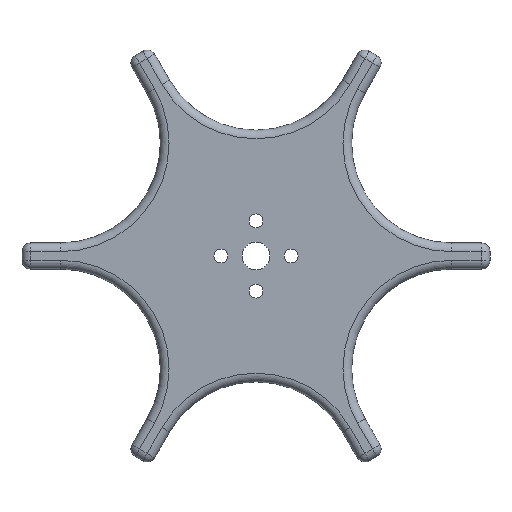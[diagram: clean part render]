
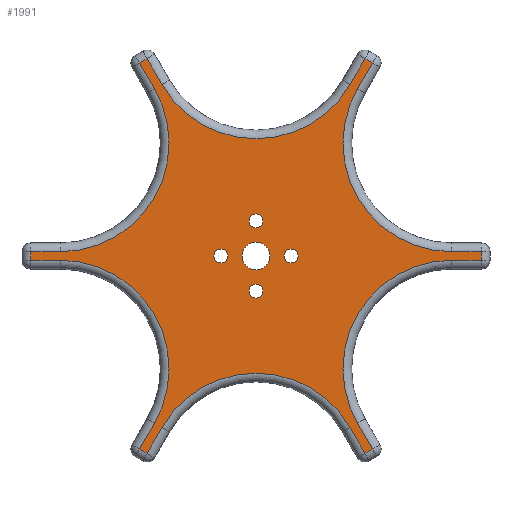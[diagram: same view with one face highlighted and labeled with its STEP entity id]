
A CAD part, front view. The second image highlights one B-rep face of the part: STEP entity #1991.
In plain terms, the highlighted planar face has unit normal (0, -1, 0).
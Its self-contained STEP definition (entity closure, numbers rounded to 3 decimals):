
#15=FACE_BOUND('',#287,.T.);
#16=FACE_BOUND('',#288,.T.);
#17=FACE_BOUND('',#289,.T.);
#18=FACE_BOUND('',#290,.T.);
#19=FACE_BOUND('',#291,.T.);
#46=PLANE('',#2216);
#165=FACE_OUTER_BOUND('',#286,.T.);
#286=EDGE_LOOP('',(#1524,#1525,#1526,#1527,#1528,#1529,#1530,#1531,#1532,
#1533,#1534,#1535,#1536,#1537,#1538,#1539,#1540,#1541,#1542,#1543,#1544,
#1545,#1546,#1547));
#287=EDGE_LOOP('',(#1548));
#288=EDGE_LOOP('',(#1549));
#289=EDGE_LOOP('',(#1550));
#290=EDGE_LOOP('',(#1551));
#291=EDGE_LOOP('',(#1552));
#363=LINE('',#2961,#536);
#365=LINE('',#2969,#538);
#368=LINE('',#2984,#541);
#369=LINE('',#2991,#542);
#371=LINE('',#3001,#544);
#374=LINE('',#3016,#547);
#375=LINE('',#3023,#548);
#377=LINE('',#3033,#550);
#380=LINE('',#3048,#553);
#381=LINE('',#3055,#554);
#383=LINE('',#3065,#556);
#386=LINE('',#3080,#559);
#387=LINE('',#3087,#560);
#389=LINE('',#3097,#562);
#392=LINE('',#3112,#565);
#393=LINE('',#3119,#566);
#395=LINE('',#3129,#568);
#398=LINE('',#3143,#571);
#536=VECTOR('',#2320,10.);
#538=VECTOR('',#2328,10.);
#541=VECTOR('',#2345,10.);
#542=VECTOR('',#2354,10.);
#544=VECTOR('',#2366,10.);
#547=VECTOR('',#2383,10.);
#548=VECTOR('',#2392,10.);
#550=VECTOR('',#2404,10.);
#553=VECTOR('',#2421,10.);
#554=VECTOR('',#2430,10.);
#556=VECTOR('',#2442,10.);
#559=VECTOR('',#2459,10.);
#560=VECTOR('',#2468,10.);
#562=VECTOR('',#2480,10.);
#565=VECTOR('',#2497,10.);
#566=VECTOR('',#2506,10.);
#568=VECTOR('',#2518,10.);
#571=VECTOR('',#2535,10.);
#715=CIRCLE('',#2090,25.);
#725=CIRCLE('',#2106,25.);
#735=CIRCLE('',#2122,25.);
#745=CIRCLE('',#2138,25.);
#755=CIRCLE('',#2154,25.);
#765=CIRCLE('',#2170,25.);
#784=CIRCLE('',#2217,1.6);
#785=CIRCLE('',#2218,1.6);
#786=CIRCLE('',#2219,1.6);
#787=CIRCLE('',#2220,1.6);
#788=CIRCLE('',#2221,3.2);
#810=VERTEX_POINT('',#2958);
#811=VERTEX_POINT('',#2960);
#814=VERTEX_POINT('',#2968);
#816=VERTEX_POINT('',#2974);
#818=VERTEX_POINT('',#2980);
#821=VERTEX_POINT('',#2990);
#824=VERTEX_POINT('',#3000);
#826=VERTEX_POINT('',#3006);
#828=VERTEX_POINT('',#3012);
#831=VERTEX_POINT('',#3022);
#834=VERTEX_POINT('',#3032);
#836=VERTEX_POINT('',#3038);
#838=VERTEX_POINT('',#3044);
#841=VERTEX_POINT('',#3054);
#844=VERTEX_POINT('',#3064);
#846=VERTEX_POINT('',#3070);
#848=VERTEX_POINT('',#3076);
#851=VERTEX_POINT('',#3086);
#854=VERTEX_POINT('',#3096);
#856=VERTEX_POINT('',#3102);
#858=VERTEX_POINT('',#3108);
#861=VERTEX_POINT('',#3118);
#864=VERTEX_POINT('',#3128);
#866=VERTEX_POINT('',#3134);
#924=VERTEX_POINT('',#3313);
#925=VERTEX_POINT('',#3315);
#926=VERTEX_POINT('',#3317);
#927=VERTEX_POINT('',#3319);
#928=VERTEX_POINT('',#3321);
#988=EDGE_CURVE('',#810,#811,#363,.T.);
#992=EDGE_CURVE('',#811,#814,#365,.T.);
#997=EDGE_CURVE('',#814,#816,#715,.T.);
#1000=EDGE_CURVE('',#816,#818,#368,.T.);
#1003=EDGE_CURVE('',#818,#821,#369,.T.);
#1008=EDGE_CURVE('',#821,#824,#371,.T.);
#1013=EDGE_CURVE('',#824,#826,#725,.T.);
#1016=EDGE_CURVE('',#826,#828,#374,.T.);
#1019=EDGE_CURVE('',#828,#831,#375,.T.);
#1024=EDGE_CURVE('',#831,#834,#377,.T.);
#1029=EDGE_CURVE('',#834,#836,#735,.T.);
#1032=EDGE_CURVE('',#836,#838,#380,.T.);
#1035=EDGE_CURVE('',#838,#841,#381,.T.);
#1040=EDGE_CURVE('',#841,#844,#383,.T.);
#1045=EDGE_CURVE('',#844,#846,#745,.T.);
#1048=EDGE_CURVE('',#846,#848,#386,.T.);
#1051=EDGE_CURVE('',#848,#851,#387,.T.);
#1056=EDGE_CURVE('',#851,#854,#389,.T.);
#1061=EDGE_CURVE('',#854,#856,#755,.T.);
#1064=EDGE_CURVE('',#856,#858,#392,.T.);
#1067=EDGE_CURVE('',#858,#861,#393,.T.);
#1072=EDGE_CURVE('',#861,#864,#395,.T.);
#1077=EDGE_CURVE('',#864,#866,#765,.T.);
#1080=EDGE_CURVE('',#866,#810,#398,.T.);
#1156=EDGE_CURVE('',#924,#924,#784,.T.);
#1157=EDGE_CURVE('',#925,#925,#785,.T.);
#1158=EDGE_CURVE('',#926,#926,#786,.T.);
#1159=EDGE_CURVE('',#927,#927,#787,.T.);
#1160=EDGE_CURVE('',#928,#928,#788,.T.);
#1524=ORIENTED_EDGE('',*,*,#988,.F.);
#1525=ORIENTED_EDGE('',*,*,#1080,.F.);
#1526=ORIENTED_EDGE('',*,*,#1077,.F.);
#1527=ORIENTED_EDGE('',*,*,#1072,.F.);
#1528=ORIENTED_EDGE('',*,*,#1067,.F.);
#1529=ORIENTED_EDGE('',*,*,#1064,.F.);
#1530=ORIENTED_EDGE('',*,*,#1061,.F.);
#1531=ORIENTED_EDGE('',*,*,#1056,.F.);
#1532=ORIENTED_EDGE('',*,*,#1051,.F.);
#1533=ORIENTED_EDGE('',*,*,#1048,.F.);
#1534=ORIENTED_EDGE('',*,*,#1045,.F.);
#1535=ORIENTED_EDGE('',*,*,#1040,.F.);
#1536=ORIENTED_EDGE('',*,*,#1035,.F.);
#1537=ORIENTED_EDGE('',*,*,#1032,.F.);
#1538=ORIENTED_EDGE('',*,*,#1029,.F.);
#1539=ORIENTED_EDGE('',*,*,#1024,.F.);
#1540=ORIENTED_EDGE('',*,*,#1019,.F.);
#1541=ORIENTED_EDGE('',*,*,#1016,.F.);
#1542=ORIENTED_EDGE('',*,*,#1013,.F.);
#1543=ORIENTED_EDGE('',*,*,#1008,.F.);
#1544=ORIENTED_EDGE('',*,*,#1003,.F.);
#1545=ORIENTED_EDGE('',*,*,#1000,.F.);
#1546=ORIENTED_EDGE('',*,*,#997,.F.);
#1547=ORIENTED_EDGE('',*,*,#992,.F.);
#1548=ORIENTED_EDGE('',*,*,#1156,.F.);
#1549=ORIENTED_EDGE('',*,*,#1157,.F.);
#1550=ORIENTED_EDGE('',*,*,#1158,.F.);
#1551=ORIENTED_EDGE('',*,*,#1159,.F.);
#1552=ORIENTED_EDGE('',*,*,#1160,.F.);
#1991=ADVANCED_FACE('',(#165,#15,#16,#17,#18,#19),#46,.T.);
#2090=AXIS2_PLACEMENT_3D('',#2978,#2338,#2339);
#2106=AXIS2_PLACEMENT_3D('',#3010,#2376,#2377);
#2122=AXIS2_PLACEMENT_3D('',#3042,#2414,#2415);
#2138=AXIS2_PLACEMENT_3D('',#3074,#2452,#2453);
#2154=AXIS2_PLACEMENT_3D('',#3106,#2490,#2491);
#2170=AXIS2_PLACEMENT_3D('',#3138,#2528,#2529);
#2216=AXIS2_PLACEMENT_3D('',#3312,#2668,#2669);
#2217=AXIS2_PLACEMENT_3D('',#3314,#2670,#2671);
#2218=AXIS2_PLACEMENT_3D('',#3316,#2672,#2673);
#2219=AXIS2_PLACEMENT_3D('',#3318,#2674,#2675);
#2220=AXIS2_PLACEMENT_3D('',#3320,#2676,#2677);
#2221=AXIS2_PLACEMENT_3D('',#3322,#2678,#2679);
#2320=DIRECTION('',(-0.866,0.,-0.5));
#2328=DIRECTION('',(-0.5,0.,0.866));
#2338=DIRECTION('center_axis',(0.,-1.,0.));
#2339=DIRECTION('ref_axis',(0.,0.,1.));
#2345=DIRECTION('',(-0.5,0.,-0.866));
#2354=DIRECTION('',(-0.866,0.,0.5));
#2366=DIRECTION('',(0.5,0.,0.866));
#2376=DIRECTION('center_axis',(0.,-1.,0.));
#2377=DIRECTION('ref_axis',(0.866,0.,0.5));
#2383=DIRECTION('',(-1.,0.,0.));
#2392=DIRECTION('',(0.,0.,1.));
#2404=DIRECTION('',(1.,0.,0.));
#2414=DIRECTION('center_axis',(0.,-1.,0.));
#2415=DIRECTION('ref_axis',(0.866,0.,-0.5));
#2421=DIRECTION('',(-0.5,0.,0.866));
#2430=DIRECTION('',(0.866,0.,0.5));
#2442=DIRECTION('',(0.5,0.,-0.866));
#2452=DIRECTION('center_axis',(0.,-1.,0.));
#2453=DIRECTION('ref_axis',(0.,0.,-1.));
#2459=DIRECTION('',(0.5,0.,0.866));
#2468=DIRECTION('',(0.866,0.,-0.5));
#2480=DIRECTION('',(-0.5,0.,-0.866));
#2490=DIRECTION('center_axis',(0.,-1.,0.));
#2491=DIRECTION('ref_axis',(-0.866,0.,-0.5));
#2497=DIRECTION('',(1.,0.,0.));
#2506=DIRECTION('',(0.,0.,-1.));
#2518=DIRECTION('',(-1.,0.,0.));
#2528=DIRECTION('center_axis',(0.,-1.,0.));
#2529=DIRECTION('ref_axis',(-0.866,0.,0.5));
#2535=DIRECTION('',(0.5,0.,-0.866));
#2668=DIRECTION('center_axis',(0.,-1.,0.));
#2669=DIRECTION('ref_axis',(0.,0.,-1.));
#2670=DIRECTION('center_axis',(0.,-1.,0.));
#2671=DIRECTION('ref_axis',(1.,0.,0.));
#2672=DIRECTION('center_axis',(0.,-1.,0.));
#2673=DIRECTION('ref_axis',(1.,0.,0.));
#2674=DIRECTION('center_axis',(0.,-1.,0.));
#2675=DIRECTION('ref_axis',(1.,0.,0.));
#2676=DIRECTION('center_axis',(0.,-1.,0.));
#2677=DIRECTION('ref_axis',(1.,0.,0.));
#2678=DIRECTION('center_axis',(0.,-1.,0.));
#2679=DIRECTION('ref_axis',(1.,0.,0.));
#2958=CARTESIAN_POINT('',(26.821,3.,-44.455));
#2960=CARTESIAN_POINT('',(25.089,3.,-45.455));
#2961=CARTESIAN_POINT('',(27.254,3.,-44.205));
#2968=CARTESIAN_POINT('',(21.651,3.,-39.5));
#2969=CARTESIAN_POINT('',(12.611,3.,-23.844));
#2974=CARTESIAN_POINT('',(-21.651,3.,-39.5));
#2978=CARTESIAN_POINT('Origin',(0.,3.,-52.));
#2980=CARTESIAN_POINT('',(-25.089,3.,-45.455));
#2984=CARTESIAN_POINT('',(-2.168,3.,-5.754));
#2990=CARTESIAN_POINT('',(-26.821,3.,-44.455));
#2991=CARTESIAN_POINT('',(-24.656,3.,-45.705));
#3000=CARTESIAN_POINT('',(-23.383,3.,-38.5));
#3001=CARTESIAN_POINT('',(-14.344,3.,-22.844));
#3006=CARTESIAN_POINT('',(-45.033,3.,-1.));
#3010=CARTESIAN_POINT('Origin',(-45.033,3.,-26.));
#3012=CARTESIAN_POINT('',(-51.91,3.,-1.));
#3016=CARTESIAN_POINT('',(-6.067,3.,-1.));
#3022=CARTESIAN_POINT('',(-51.91,3.,1.));
#3023=CARTESIAN_POINT('',(-51.91,3.,-1.5));
#3032=CARTESIAN_POINT('',(-45.033,3.,1.));
#3033=CARTESIAN_POINT('',(-26.955,3.,1.));
#3038=CARTESIAN_POINT('',(-23.383,3.,38.5));
#3042=CARTESIAN_POINT('Origin',(-45.033,3.,26.));
#3044=CARTESIAN_POINT('',(-26.821,3.,44.455));
#3048=CARTESIAN_POINT('',(-3.9,3.,4.754));
#3054=CARTESIAN_POINT('',(-25.089,3.,45.455));
#3055=CARTESIAN_POINT('',(-27.254,3.,44.205));
#3064=CARTESIAN_POINT('',(-21.651,3.,39.5));
#3065=CARTESIAN_POINT('',(-12.611,3.,23.844));
#3070=CARTESIAN_POINT('',(21.651,3.,39.5));
#3074=CARTESIAN_POINT('Origin',(0.,3.,52.));
#3076=CARTESIAN_POINT('',(25.089,3.,45.455));
#3080=CARTESIAN_POINT('',(2.168,3.,5.754));
#3086=CARTESIAN_POINT('',(26.821,3.,44.455));
#3087=CARTESIAN_POINT('',(24.656,3.,45.705));
#3096=CARTESIAN_POINT('',(23.383,3.,38.5));
#3097=CARTESIAN_POINT('',(14.344,3.,22.844));
#3102=CARTESIAN_POINT('',(45.033,3.,1.));
#3106=CARTESIAN_POINT('Origin',(45.033,3.,26.));
#3108=CARTESIAN_POINT('',(51.91,3.,1.));
#3112=CARTESIAN_POINT('',(6.067,3.,1.));
#3118=CARTESIAN_POINT('',(51.91,3.,-1.));
#3119=CARTESIAN_POINT('',(51.91,3.,1.5));
#3128=CARTESIAN_POINT('',(45.033,3.,-1.));
#3129=CARTESIAN_POINT('',(26.955,3.,-1.));
#3134=CARTESIAN_POINT('',(23.383,3.,-38.5));
#3138=CARTESIAN_POINT('Origin',(45.033,3.,-26.));
#3143=CARTESIAN_POINT('',(3.9,3.,-4.754));
#3312=CARTESIAN_POINT('Origin',(0.,3.,0.));
#3313=CARTESIAN_POINT('',(-1.6,3.,-8.1));
#3314=CARTESIAN_POINT('Origin',(0.,3.,-8.1));
#3315=CARTESIAN_POINT('',(-1.6,3.,8.1));
#3316=CARTESIAN_POINT('Origin',(0.,3.,8.1));
#3317=CARTESIAN_POINT('',(-9.7,3.,0.));
#3318=CARTESIAN_POINT('Origin',(-8.1,3.,0.));
#3319=CARTESIAN_POINT('',(6.5,3.,0.));
#3320=CARTESIAN_POINT('Origin',(8.1,3.,0.));
#3321=CARTESIAN_POINT('',(-3.2,3.,0.));
#3322=CARTESIAN_POINT('Origin',(0.,3.,0.));
